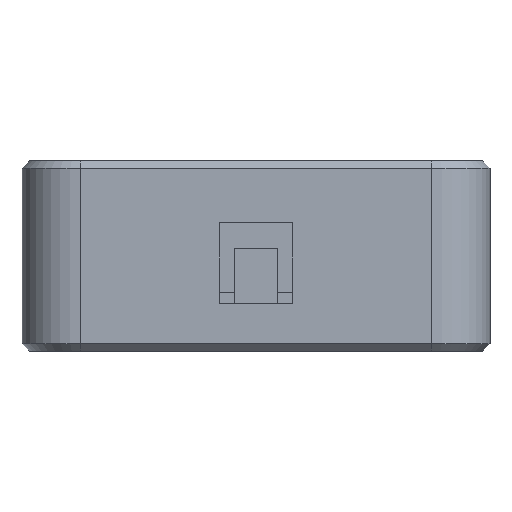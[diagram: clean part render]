
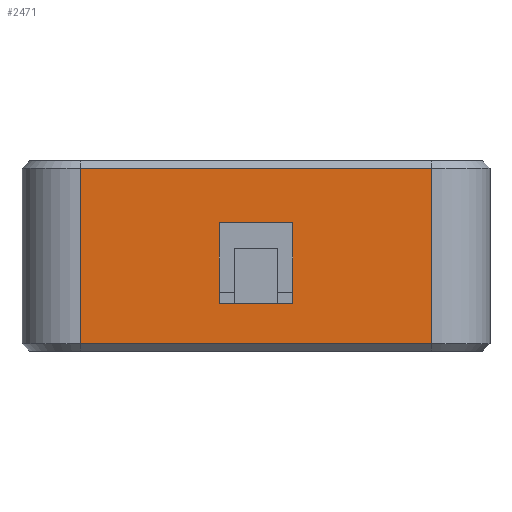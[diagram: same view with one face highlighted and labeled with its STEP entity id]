
A CAD part, left-side view. The second image highlights one B-rep face of the part: STEP entity #2471.
In plain terms, the highlighted planar face has unit normal (-1, 0, 0).
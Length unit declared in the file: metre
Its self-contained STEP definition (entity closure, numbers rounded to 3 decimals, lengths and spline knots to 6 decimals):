
#375=ORIENTED_EDGE('',*,*,#993,.T.);
#376=ORIENTED_EDGE('',*,*,#994,.T.);
#377=ORIENTED_EDGE('',*,*,#995,.T.);
#378=ORIENTED_EDGE('',*,*,#996,.T.);
#379=ORIENTED_EDGE('',*,*,#959,.F.);
#380=ORIENTED_EDGE('',*,*,#997,.T.);
#381=ORIENTED_EDGE('',*,*,#990,.T.);
#382=ORIENTED_EDGE('',*,*,#998,.T.);
#959=EDGE_CURVE('',#1264,#1265,#1504,.T.);
#990=EDGE_CURVE('',#1290,#1291,#1530,.T.);
#993=EDGE_CURVE('',#1292,#1293,#1531,.T.);
#994=EDGE_CURVE('',#1293,#1294,#1532,.T.);
#995=EDGE_CURVE('',#1294,#1295,#1533,.T.);
#996=EDGE_CURVE('',#1295,#1292,#1534,.T.);
#997=EDGE_CURVE('',#1264,#1290,#1535,.T.);
#998=EDGE_CURVE('',#1291,#1265,#1536,.T.);
#1264=VERTEX_POINT('',#3801);
#1265=VERTEX_POINT('',#3803);
#1290=VERTEX_POINT('',#3864);
#1291=VERTEX_POINT('',#3865);
#1292=VERTEX_POINT('',#3870);
#1293=VERTEX_POINT('',#3871);
#1294=VERTEX_POINT('',#3873);
#1295=VERTEX_POINT('',#3875);
#1504=LINE('',#3802,#1795);
#1530=LINE('',#3863,#1821);
#1531=LINE('',#3869,#1822);
#1532=LINE('',#3872,#1823);
#1533=LINE('',#3874,#1824);
#1534=LINE('',#3876,#1825);
#1535=LINE('',#3877,#1826);
#1536=LINE('',#3878,#1827);
#1795=VECTOR('',#3064,1.);
#1821=VECTOR('',#3110,1.);
#1822=VECTOR('',#3117,1.);
#1823=VECTOR('',#3118,1.);
#1824=VECTOR('',#3119,1.);
#1825=VECTOR('',#3120,1.);
#1826=VECTOR('',#3121,1.);
#1827=VECTOR('',#3122,1.);
#2018=EDGE_LOOP('',(#375,#376,#377,#378));
#2019=EDGE_LOOP('',(#379,#380,#381,#382));
#2192=FACE_BOUND('',#2018,.T.);
#2193=FACE_BOUND('',#2019,.T.);
#2348=PLANE('',#2661);
#2471=ADVANCED_FACE('',(#2192,#2193),#2348,.F.);
#2661=AXIS2_PLACEMENT_3D('',#3868,#3115,#3116);
#3064=DIRECTION('',(0.,0.,1.));
#3110=DIRECTION('',(0.,0.,1.));
#3115=DIRECTION('',(1.,0.,0.));
#3116=DIRECTION('',(0.,0.,-1.));
#3117=DIRECTION('',(0.,-1.,0.));
#3118=DIRECTION('',(0.,0.,-1.));
#3119=DIRECTION('',(0.,1.,0.));
#3120=DIRECTION('',(0.,0.,1.));
#3121=DIRECTION('',(0.,-1.,0.));
#3122=DIRECTION('',(0.,1.,0.));
#3801=CARTESIAN_POINT('',(-0.126947,0.048482,0.000797));
#3802=CARTESIAN_POINT('',(-0.126947,0.048482,0.000297));
#3803=CARTESIAN_POINT('',(-0.126947,0.048482,0.012797));
#3863=CARTESIAN_POINT('',(-0.126947,0.024482,0.000297));
#3864=CARTESIAN_POINT('',(-0.126947,0.024482,0.000797));
#3865=CARTESIAN_POINT('',(-0.126947,0.024482,0.012797));
#3868=CARTESIAN_POINT('',(-0.126947,0.027357,0.000297));
#3869=CARTESIAN_POINT('',(-0.126947,0.027357,0.009066));
#3870=CARTESIAN_POINT('',(-0.126947,0.038982,0.009066));
#3871=CARTESIAN_POINT('',(-0.126947,0.033982,0.009066));
#3872=CARTESIAN_POINT('',(-0.126947,0.033982,0.000297));
#3873=CARTESIAN_POINT('',(-0.126947,0.033982,0.003566));
#3874=CARTESIAN_POINT('',(-0.126947,0.027357,0.003566));
#3875=CARTESIAN_POINT('',(-0.126947,0.038982,0.003566));
#3876=CARTESIAN_POINT('',(-0.126947,0.038982,0.000297));
#3877=CARTESIAN_POINT('',(-0.126947,0.024482,0.000797));
#3878=CARTESIAN_POINT('',(-0.126947,0.027357,0.012797));
